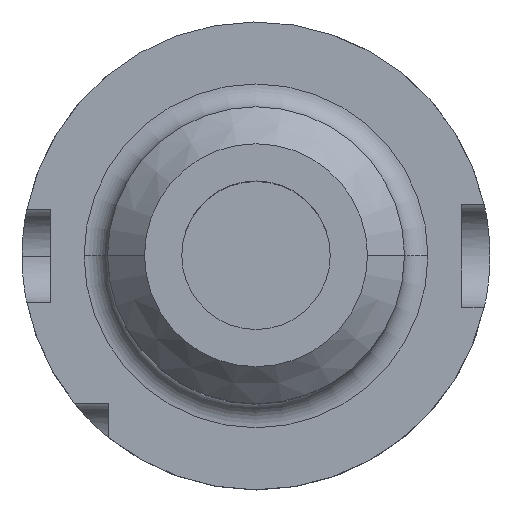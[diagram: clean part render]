
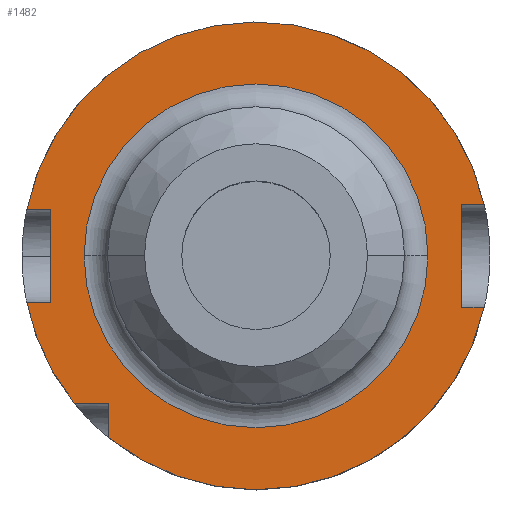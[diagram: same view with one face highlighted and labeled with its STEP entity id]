
A CAD part, top view. The second image highlights one B-rep face of the part: STEP entity #1482.
In plain terms, the highlighted planar face has unit normal (0, 0, 1).
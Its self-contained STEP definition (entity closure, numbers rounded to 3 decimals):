
#5 = VERTEX_POINT ( 'NONE', #662 ) ;
#7 = CARTESIAN_POINT ( 'NONE',  ( 48.775, 11., 29. ) ) ;
#74 = CIRCLE ( 'NONE', #177, 36.75 ) ;
#83 = VERTEX_POINT ( 'NONE', #2002 ) ;
#99 = VERTEX_POINT ( 'NONE', #628 ) ;
#105 = AXIS2_PLACEMENT_3D ( 'NONE', #435, #1220, #1582 ) ;
#108 = LINE ( 'NONE', #1175, #1174 ) ;
#156 = PLANE ( 'NONE',  #683 ) ;
#173 = DIRECTION ( 'NONE',  ( 0., 0., -1. ) ) ;
#177 = AXIS2_PLACEMENT_3D ( 'NONE', #1715, #534, #1908 ) ;
#185 = VERTEX_POINT ( 'NONE', #1625 ) ;
#195 = CIRCLE ( 'NONE', #2347, 50. ) ;
#201 = EDGE_CURVE ( 'NONE', #1034, #1626, #848, .T. ) ;
#207 = EDGE_CURVE ( 'NONE', #83, #1650, #2420, .T. ) ;
#252 = VECTOR ( 'NONE', #1037, 1000. ) ;
#298 = VECTOR ( 'NONE', #1742, 1000. ) ;
#301 = AXIS2_PLACEMENT_3D ( 'NONE', #1361, #173, #1562 ) ;
#329 = ORIENTED_EDGE ( 'NONE', *, *, #207, .T. ) ;
#363 = CARTESIAN_POINT ( 'NONE',  ( 0., 31.75, 29. ) ) ;
#378 = DIRECTION ( 'NONE',  ( 1., 0., 0. ) ) ;
#435 = CARTESIAN_POINT ( 'NONE',  ( 0., 0., 29. ) ) ;
#455 = VECTOR ( 'NONE', #2089, 1000. ) ;
#534 = DIRECTION ( 'NONE',  ( 0., 0., -1. ) ) ;
#559 = EDGE_LOOP ( 'NONE', ( #889, #2356, #1661, #329, #1278, #1017, #2335, #2277, #1251, #1801, #692 ) ) ;
#566 = DIRECTION ( 'NONE',  ( 1., 0., 0. ) ) ;
#628 = CARTESIAN_POINT ( 'NONE',  ( -44., -10., 29. ) ) ;
#662 = CARTESIAN_POINT ( 'NONE',  ( -48.99, 10., 29. ) ) ;
#683 = AXIS2_PLACEMENT_3D ( 'NONE', #363, #1744, #566 ) ;
#692 = ORIENTED_EDGE ( 'NONE', *, *, #201, .F. ) ;
#707 = DIRECTION ( 'NONE',  ( 0., 0., -1. ) ) ;
#751 = VERTEX_POINT ( 'NONE', #804 ) ;
#775 = FACE_OUTER_BOUND ( 'NONE', #559, .T. ) ;
#804 = CARTESIAN_POINT ( 'NONE',  ( 36.75, 0., 29. ) ) ;
#812 = VECTOR ( 'NONE', #1230, 1000. ) ;
#848 = CIRCLE ( 'NONE', #105, 50. ) ;
#867 = LINE ( 'NONE', #2409, #812 ) ;
#870 = EDGE_CURVE ( 'NONE', #2501, #1034, #892, .T. ) ;
#884 = VECTOR ( 'NONE', #913, 1000. ) ;
#889 = ORIENTED_EDGE ( 'NONE', *, *, #870, .F. ) ;
#892 = LINE ( 'NONE', #2333, #298 ) ;
#913 = DIRECTION ( 'NONE',  ( 0., 1., 0. ) ) ;
#942 = EDGE_CURVE ( 'NONE', #1529, #1051, #1692, .T. ) ;
#978 = CARTESIAN_POINT ( 'NONE',  ( 44., 11., 29. ) ) ;
#979 = AXIS2_PLACEMENT_3D ( 'NONE', #1183, #2564, #1380 ) ;
#1012 = LINE ( 'NONE', #2488, #884 ) ;
#1017 = ORIENTED_EDGE ( 'NONE', *, *, #942, .T. ) ;
#1034 = VERTEX_POINT ( 'NONE', #1198 ) ;
#1037 = DIRECTION ( 'NONE',  ( -1., 0., 0. ) ) ;
#1039 = VECTOR ( 'NONE', #1571, 1000. ) ;
#1051 = VERTEX_POINT ( 'NONE', #7 ) ;
#1097 = CIRCLE ( 'NONE', #979, 50. ) ;
#1129 = EDGE_CURVE ( 'NONE', #1284, #99, #867, .T. ) ;
#1133 = CARTESIAN_POINT ( 'NONE',  ( -31.5, -31.5, 29. ) ) ;
#1174 = VECTOR ( 'NONE', #2557, 1000. ) ;
#1175 = CARTESIAN_POINT ( 'NONE',  ( 44., -11., 29. ) ) ;
#1176 = VECTOR ( 'NONE', #378, 1000. ) ;
#1183 = CARTESIAN_POINT ( 'NONE',  ( 0., 0., 29. ) ) ;
#1198 = CARTESIAN_POINT ( 'NONE',  ( -38.83, -31.5, 29. ) ) ;
#1200 = EDGE_LOOP ( 'NONE', ( #1858, #2263 ) ) ;
#1202 = CARTESIAN_POINT ( 'NONE',  ( 44., -11., 29. ) ) ;
#1220 = DIRECTION ( 'NONE',  ( 0., 0., -1. ) ) ;
#1230 = DIRECTION ( 'NONE',  ( 0., -1., 0. ) ) ;
#1251 = ORIENTED_EDGE ( 'NONE', *, *, #1129, .T. ) ;
#1278 = ORIENTED_EDGE ( 'NONE', *, *, #1528, .F. ) ;
#1284 = VERTEX_POINT ( 'NONE', #2454 ) ;
#1361 = CARTESIAN_POINT ( 'NONE',  ( 0., 0., 29. ) ) ;
#1380 = DIRECTION ( 'NONE',  ( -1., 0., 0. ) ) ;
#1482 = ADVANCED_FACE ( 'NONE', ( #1820, #775 ), #156, .T. ) ;
#1521 = EDGE_CURVE ( 'NONE', #751, #2419, #2270, .T. ) ;
#1528 = EDGE_CURVE ( 'NONE', #1529, #1650, #108, .T. ) ;
#1529 = VERTEX_POINT ( 'NONE', #978 ) ;
#1547 = EDGE_CURVE ( 'NONE', #83, #185, #1097, .T. ) ;
#1558 = LINE ( 'NONE', #1772, #1039 ) ;
#1562 = DIRECTION ( 'NONE',  ( 1., 0., 0. ) ) ;
#1571 = DIRECTION ( 'NONE',  ( -1., 0., 0. ) ) ;
#1582 = DIRECTION ( 'NONE',  ( -1., 0., 0. ) ) ;
#1585 = CARTESIAN_POINT ( 'NONE',  ( -48.99, -10., 29. ) ) ;
#1625 = CARTESIAN_POINT ( 'NONE',  ( -31.5, -38.83, 29. ) ) ;
#1626 = VERTEX_POINT ( 'NONE', #1585 ) ;
#1650 = VERTEX_POINT ( 'NONE', #1202 ) ;
#1661 = ORIENTED_EDGE ( 'NONE', *, *, #1547, .F. ) ;
#1692 = LINE ( 'NONE', #2543, #1176 ) ;
#1715 = CARTESIAN_POINT ( 'NONE',  ( 0., 0., 29. ) ) ;
#1742 = DIRECTION ( 'NONE',  ( -1., 0., 0. ) ) ;
#1744 = DIRECTION ( 'NONE',  ( 0., 0., 1. ) ) ;
#1772 = CARTESIAN_POINT ( 'NONE',  ( 0., 10., 29. ) ) ;
#1790 = CARTESIAN_POINT ( 'NONE',  ( -36.75, 0., 29. ) ) ;
#1801 = ORIENTED_EDGE ( 'NONE', *, *, #2453, .F. ) ;
#1808 = CARTESIAN_POINT ( 'NONE',  ( 0., -11., 29. ) ) ;
#1820 = FACE_BOUND ( 'NONE', #1200, .T. ) ;
#1858 = ORIENTED_EDGE ( 'NONE', *, *, #1521, .T. ) ;
#1878 = CARTESIAN_POINT ( 'NONE',  ( 0., 0., 29. ) ) ;
#1898 = CARTESIAN_POINT ( 'NONE',  ( 0., -10., 29. ) ) ;
#1908 = DIRECTION ( 'NONE',  ( 1., 0., 0. ) ) ;
#2002 = CARTESIAN_POINT ( 'NONE',  ( 48.775, -11., 29. ) ) ;
#2050 = EDGE_CURVE ( 'NONE', #5, #1051, #195, .T. ) ;
#2072 = LINE ( 'NONE', #1898, #455 ) ;
#2075 = DIRECTION ( 'NONE',  ( -1., 0., 0. ) ) ;
#2089 = DIRECTION ( 'NONE',  ( 1., 0., 0. ) ) ;
#2095 = EDGE_CURVE ( 'NONE', #2419, #751, #74, .T. ) ;
#2190 = EDGE_CURVE ( 'NONE', #185, #2501, #1012, .T. ) ;
#2263 = ORIENTED_EDGE ( 'NONE', *, *, #2095, .T. ) ;
#2270 = CIRCLE ( 'NONE', #301, 36.75 ) ;
#2277 = ORIENTED_EDGE ( 'NONE', *, *, #2373, .F. ) ;
#2333 = CARTESIAN_POINT ( 'NONE',  ( 0., -31.5, 29. ) ) ;
#2335 = ORIENTED_EDGE ( 'NONE', *, *, #2050, .F. ) ;
#2347 = AXIS2_PLACEMENT_3D ( 'NONE', #1878, #707, #2075 ) ;
#2356 = ORIENTED_EDGE ( 'NONE', *, *, #2190, .F. ) ;
#2373 = EDGE_CURVE ( 'NONE', #1284, #5, #1558, .T. ) ;
#2409 = CARTESIAN_POINT ( 'NONE',  ( -44., 10., 29. ) ) ;
#2419 = VERTEX_POINT ( 'NONE', #1790 ) ;
#2420 = LINE ( 'NONE', #1808, #252 ) ;
#2453 = EDGE_CURVE ( 'NONE', #1626, #99, #2072, .T. ) ;
#2454 = CARTESIAN_POINT ( 'NONE',  ( -44., 10., 29. ) ) ;
#2488 = CARTESIAN_POINT ( 'NONE',  ( -31.5, 31.75, 29. ) ) ;
#2501 = VERTEX_POINT ( 'NONE', #1133 ) ;
#2543 = CARTESIAN_POINT ( 'NONE',  ( 0., 11., 29. ) ) ;
#2557 = DIRECTION ( 'NONE',  ( 0., -1., 0. ) ) ;
#2564 = DIRECTION ( 'NONE',  ( 0., 0., -1. ) ) ;
